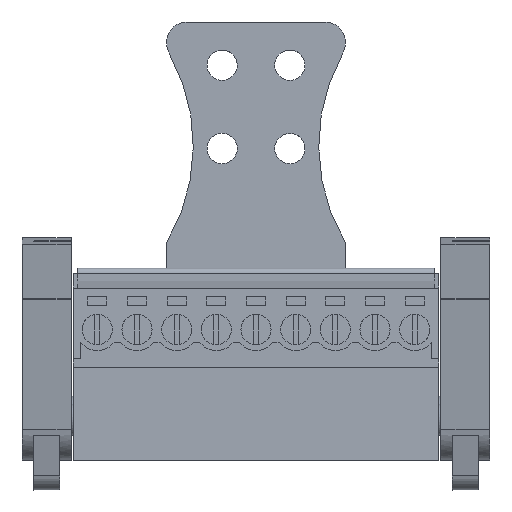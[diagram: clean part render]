
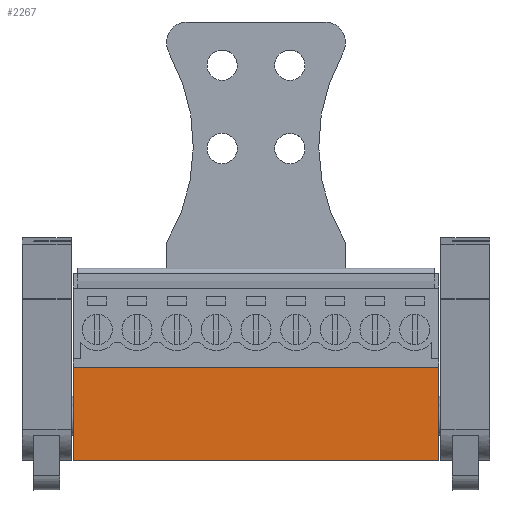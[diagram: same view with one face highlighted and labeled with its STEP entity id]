
A CAD part, front view. The second image highlights one B-rep face of the part: STEP entity #2267.
In plain terms, the highlighted planar face has unit normal (0, -1, 0).
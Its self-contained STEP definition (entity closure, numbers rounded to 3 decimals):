
#2247=AXIS2_PLACEMENT_3D('Plane Axis2P3D',#2244,#2245,#2246) ;
#140=CARTESIAN_POINT('Vertex',(39.98,5.036,11.796)) ;
#143=CARTESIAN_POINT('Line Origine',(39.98,5.036,7.321)) ;
#147=CARTESIAN_POINT('Vertex',(39.98,5.036,2.846)) ;
#2228=CARTESIAN_POINT('Vertex',(4.9,5.036,11.796)) ;
#2231=CARTESIAN_POINT('Line Origine',(22.44,5.036,11.796)) ;
#2244=CARTESIAN_POINT('Axis2P3D Location',(20.93,5.036,11.796)) ;
#2249=CARTESIAN_POINT('Line Origine',(4.9,5.036,7.321)) ;
#2253=CARTESIAN_POINT('Vertex',(4.9,5.036,2.846)) ;
#2256=CARTESIAN_POINT('Line Origine',(22.44,5.036,2.846)) ;
#144=DIRECTION('Vector Direction',(0.,0.,-1.)) ;
#2232=DIRECTION('Vector Direction',(-1.,0.,0.)) ;
#2245=DIRECTION('Axis2P3D Direction',(0.,1.,0.)) ;
#2246=DIRECTION('Axis2P3D XDirection',(-0.,0.,-1.)) ;
#2250=DIRECTION('Vector Direction',(0.,0.,-1.)) ;
#2257=DIRECTION('Vector Direction',(-1.,0.,0.)) ;
#145=VECTOR('Line Direction',#144,1.) ;
#2233=VECTOR('Line Direction',#2232,1.) ;
#2251=VECTOR('Line Direction',#2250,1.) ;
#2258=VECTOR('Line Direction',#2257,1.) ;
#2262=ORIENTED_EDGE('',*,*,#149,.F.) ;
#2263=ORIENTED_EDGE('',*,*,#2235,.T.) ;
#2264=ORIENTED_EDGE('',*,*,#2255,.T.) ;
#2265=ORIENTED_EDGE('',*,*,#2260,.F.) ;
#2267=ADVANCED_FACE('HOUSING',(#2266),#2248,.F.) ;
#149=EDGE_CURVE('',#141,#148,#146,.T.) ;
#2235=EDGE_CURVE('',#141,#2229,#2234,.T.) ;
#2255=EDGE_CURVE('',#2229,#2254,#2252,.T.) ;
#2260=EDGE_CURVE('',#148,#2254,#2259,.T.) ;
#2261=EDGE_LOOP('',(#2262,#2263,#2264,#2265)) ;
#2266=FACE_OUTER_BOUND('',#2261,.T.) ;
#146=LINE('Line',#143,#145) ;
#2234=LINE('Line',#2231,#2233) ;
#2252=LINE('Line',#2249,#2251) ;
#2259=LINE('Line',#2256,#2258) ;
#2248=PLANE('',#2247) ;
#141=VERTEX_POINT('',#140) ;
#148=VERTEX_POINT('',#147) ;
#2229=VERTEX_POINT('',#2228) ;
#2254=VERTEX_POINT('',#2253) ;
